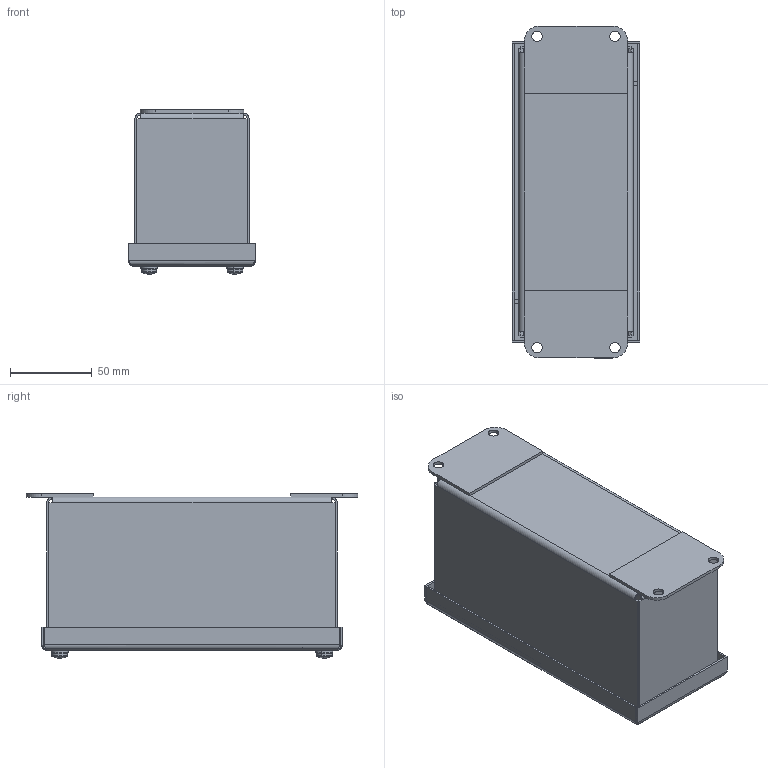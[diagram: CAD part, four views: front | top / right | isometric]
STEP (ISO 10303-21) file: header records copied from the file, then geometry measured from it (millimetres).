
FILE_DESCRIPTION (( 'STEP AP214' ), '1' );
FILE_NAME ('PBGX3SS.STEP', '2021-11-10T15:05:52', ( '' ), ( '' ), 'SwSTEP 2.0', 'SolidWorks 2021', '' );
FILE_SCHEMA (( 'AUTOMOTIVE_DESIGN' ));
Length unit declared in the file: inch
Products named in the file (1): PBGX3SS
Bounding box: 77.79 x 203.2 x 100.44 mm (x, y, z)
Volume: 131449.8 mm3; surface area: 190965.4 mm2
Topology: 20 solids, 22 shells, 760 faces, 1944 edges, 1240 vertices
Faces by surface type: plane 352, cylinder 256, cone 88, bspline 64
Entity records: 44775 total; most frequent: CARTESIAN_POINT 16991, ORIENTED_EDGE 3872, DIRECTION 3342, EDGE_CURVE 1936, VERTEX_POINT 1240, AXIS2_PLACEMENT_3D 1165, VECTOR 1012, LINE 1012
